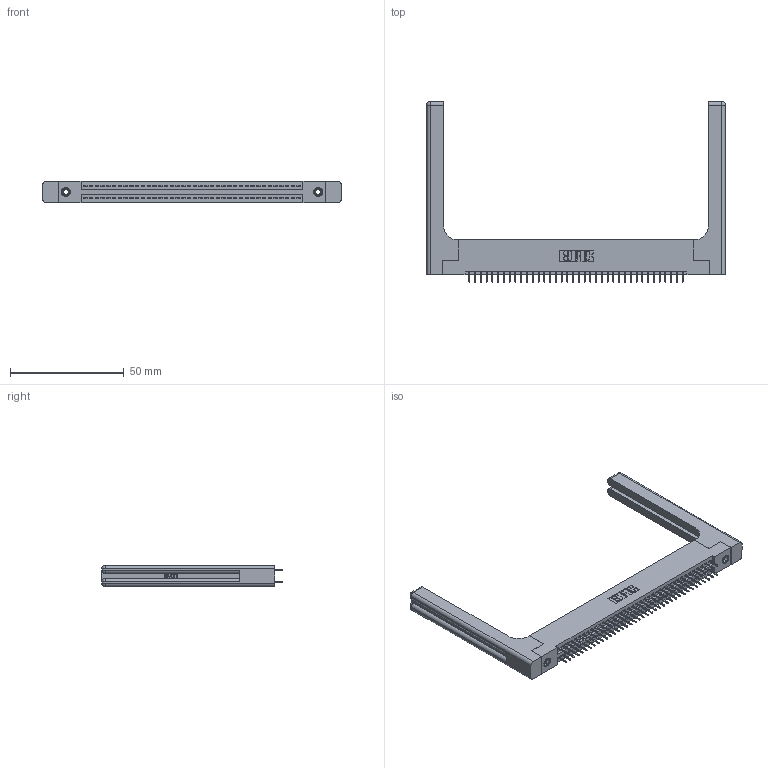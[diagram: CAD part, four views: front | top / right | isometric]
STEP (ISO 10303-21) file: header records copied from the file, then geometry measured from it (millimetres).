
FILE_DESCRIPTION (( 'STEP AP203' ), '1' );
FILE_NAME ('395-076-525-258.STEP', '2020-09-25T08:57:24', ( '' ), ( '' ), 'SwSTEP 2.0', 'SolidWorks 2020', '' );
FILE_SCHEMA (( 'CONFIG_CONTROL_DESIGN' ));
Length unit declared in the file: inch
Products named in the file (5): 395-076-525-258; 345-220-058_345-220-058; 345-292-001_345-293-125; 345 Part_Flush Mounting Lugs - 0.156 Dia-TH; 345-250-001_345-250-001-102
Assembly tree (81 placements, depth 2):
  395-076-525-258
    345 Part_Flush Mounting Lugs - 0.156 Dia-TH
    345-292-001_345-293-125  x76
    345-250-001_345-250-001-102  x2
    345-220-058_345-220-058  x2
Bounding box: 131.55 x 79.68 x 9.4 mm (x, y, z)
Volume: 21091.5 mm3; surface area: 23253.5 mm2
Topology: 81 solids, 81 shells, 4486 faces, 12635 edges, 8098 vertices
Faces by surface type: plane 3192, cylinder 1234, bspline 36, cone 12, sphere 8, torus 4
Entity records: 35610 total; most frequent: CARTESIAN_POINT 6965, ORIENTED_EDGE 5696, DIRECTION 5080, EDGE_CURVE 2848, VECTOR 2476, LINE 2476, VERTEX_POINT 1886, AXIS2_PLACEMENT_3D 1302
